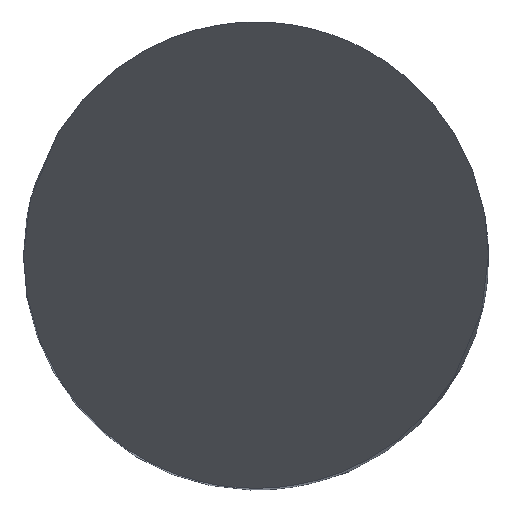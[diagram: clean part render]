
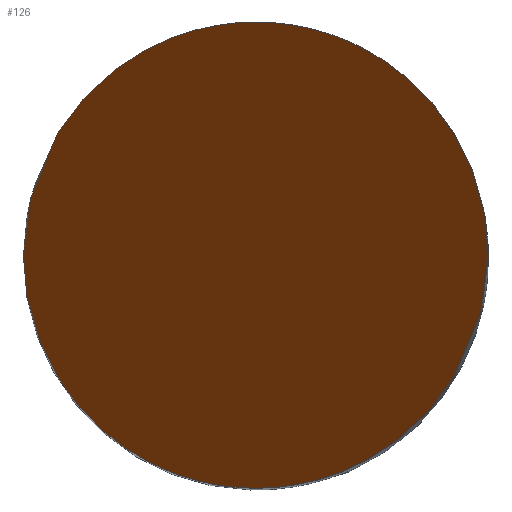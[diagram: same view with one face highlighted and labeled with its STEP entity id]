
A CAD part, top view. The second image highlights one B-rep face of the part: STEP entity #126.
In plain terms, the highlighted planar face has unit normal (0, -0.866, 0.5).
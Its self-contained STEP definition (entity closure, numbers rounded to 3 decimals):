
#126=ADVANCED_FACE('',(#168),#155,.F.);
#155=PLANE('',#559);
#168=FACE_OUTER_BOUND('',#197,.T.);
#197=EDGE_LOOP('',(#226,#227));
#226=ORIENTED_EDGE('',*,*,#417,.F.);
#227=ORIENTED_EDGE('',*,*,#418,.F.);
#370=VERTEX_POINT('',#727);
#371=VERTEX_POINT('',#728);
#417=EDGE_CURVE('',#370,#371,#489,.T.);
#418=EDGE_CURVE('',#371,#370,#490,.T.);
#489=(
BOUNDED_CURVE()
B_SPLINE_CURVE(3,(#723,#724,#725,#726),.UNSPECIFIED.,.F.,.F.)
B_SPLINE_CURVE_WITH_KNOTS((4,4),(0.,1.),.UNSPECIFIED.)
CURVE()
GEOMETRIC_REPRESENTATION_ITEM()
RATIONAL_B_SPLINE_CURVE((1.,0.333,0.333,1.))
REPRESENTATION_ITEM('')
);
#490=(
BOUNDED_CURVE()
B_SPLINE_CURVE(3,(#729,#730,#731,#732),.UNSPECIFIED.,.F.,.F.)
B_SPLINE_CURVE_WITH_KNOTS((4,4),(0.,1.),.UNSPECIFIED.)
CURVE()
GEOMETRIC_REPRESENTATION_ITEM()
RATIONAL_B_SPLINE_CURVE((1.,0.333,0.333,1.))
REPRESENTATION_ITEM('')
);
#559=AXIS2_PLACEMENT_3D('',#733,#602,#603);
#602=DIRECTION('',(0.,0.866,-0.5));
#603=DIRECTION('',(0.,0.5,0.866));
#723=CARTESIAN_POINT('',(-3.5,0.,0.));
#724=CARTESIAN_POINT('',(-3.5,7.,12.124));
#725=CARTESIAN_POINT('',(3.5,7.,12.124));
#726=CARTESIAN_POINT('',(3.5,0.,0.));
#727=CARTESIAN_POINT('',(-3.5,0.,0.));
#728=CARTESIAN_POINT('',(3.5,0.,0.));
#729=CARTESIAN_POINT('',(3.5,0.,0.));
#730=CARTESIAN_POINT('',(3.5,-7.,-12.124));
#731=CARTESIAN_POINT('',(-3.5,-7.,-12.124));
#732=CARTESIAN_POINT('',(-3.5,0.,0.));
#733=CARTESIAN_POINT('',(3.5,-3.5,-6.062));
